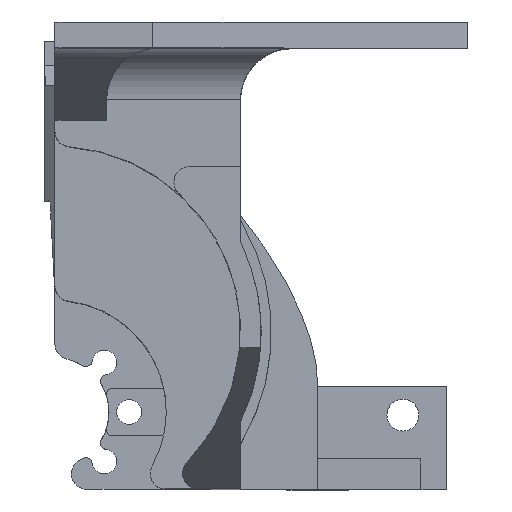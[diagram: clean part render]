
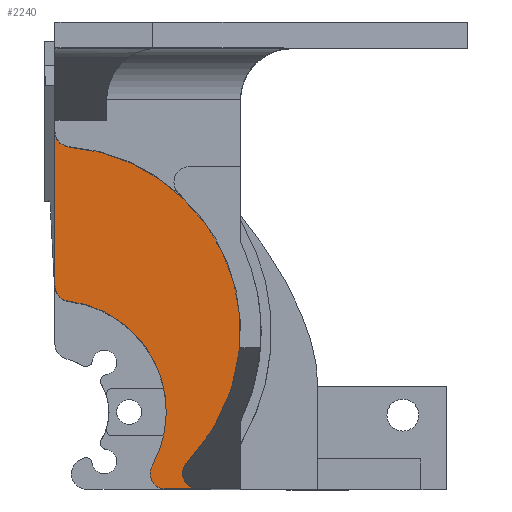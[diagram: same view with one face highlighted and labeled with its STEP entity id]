
A CAD part, top view. The second image highlights one B-rep face of the part: STEP entity #2240.
In plain terms, the highlighted planar face has unit normal (0, 0, 1).
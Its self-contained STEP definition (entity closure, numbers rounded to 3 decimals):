
#134 = VERTEX_POINT ( 'NONE', #1426 ) ;
#186 = CARTESIAN_POINT ( 'NONE',  ( -8.899, -40.221, 54.585 ) ) ;
#216 = CARTESIAN_POINT ( 'NONE',  ( -6.399, -19.875, 54.585 ) ) ;
#322 = DIRECTION ( 'NONE',  ( -1., 0., 0. ) ) ;
#332 = ORIENTED_EDGE ( 'NONE', *, *, #392, .T. ) ;
#392 = EDGE_CURVE ( 'NONE', #1883, #2548, #603, .T. ) ;
#402 = DIRECTION ( 'NONE',  ( -1., 0., 0. ) ) ;
#420 = DIRECTION ( 'NONE',  ( 1., 0., 0. ) ) ;
#434 = VERTEX_POINT ( 'NONE', #672 ) ;
#438 = DIRECTION ( 'NONE',  ( -1., 0., 0. ) ) ;
#500 = ORIENTED_EDGE ( 'NONE', *, *, #779, .T. ) ;
#532 = VERTEX_POINT ( 'NONE', #1899 ) ;
#562 = CARTESIAN_POINT ( 'NONE',  ( 14.229, -52.721, 54.585 ) ) ;
#603 = CIRCLE ( 'NONE', #1925, 2.5 ) ;
#672 = CARTESIAN_POINT ( 'NONE',  ( 8.997, -52.721, 54.585 ) ) ;
#706 = CIRCLE ( 'NONE', #4110, 2.5 ) ;
#757 = VERTEX_POINT ( 'NONE', #2850 ) ;
#779 = EDGE_CURVE ( 'NONE', #134, #1094, #2901, .T. ) ;
#832 = DIRECTION ( 'NONE',  ( 0., -1., 0. ) ) ;
#908 = EDGE_CURVE ( 'NONE', #434, #2606, #1330, .T. ) ;
#934 = EDGE_CURVE ( 'NONE', #757, #134, #3458, .T. ) ;
#950 = AXIS2_PLACEMENT_3D ( 'NONE', #2392, #3998, #1447 ) ;
#967 = EDGE_CURVE ( 'NONE', #3186, #532, #1712, .T. ) ;
#1030 = AXIS2_PLACEMENT_3D ( 'NONE', #1854, #1135, #3703 ) ;
#1054 = DIRECTION ( 'NONE',  ( 0., 0., 1. ) ) ;
#1074 = CARTESIAN_POINT ( 'NONE',  ( 8.997, -50.221, 54.585 ) ) ;
#1078 = EDGE_CURVE ( 'NONE', #2548, #3186, #2740, .T. ) ;
#1094 = VERTEX_POINT ( 'NONE', #3365 ) ;
#1135 = DIRECTION ( 'NONE',  ( 0., 0., -1. ) ) ;
#1212 = ORIENTED_EDGE ( 'NONE', *, *, #1934, .T. ) ;
#1220 = VERTEX_POINT ( 'NONE', #1614 ) ;
#1245 = ORIENTED_EDGE ( 'NONE', *, *, #1078, .T. ) ;
#1255 = DIRECTION ( 'NONE',  ( -1., 0., 0. ) ) ;
#1310 = AXIS2_PLACEMENT_3D ( 'NONE', #3463, #3480, #1255 ) ;
#1330 = LINE ( 'NONE', #3577, #2852 ) ;
#1398 = LINE ( 'NONE', #3619, #3980 ) ;
#1426 = CARTESIAN_POINT ( 'NONE',  ( -6.591, 2.523, 54.585 ) ) ;
#1447 = DIRECTION ( 'NONE',  ( -1., 0., 0. ) ) ;
#1448 = DIRECTION ( 'NONE',  ( 0., 0., -1. ) ) ;
#1455 = ORIENTED_EDGE ( 'NONE', *, *, #2290, .T. ) ;
#1480 = DIRECTION ( 'NONE',  ( 0., 0., 1. ) ) ;
#1493 = DIRECTION ( 'NONE',  ( -1., 0., 0. ) ) ;
#1586 = CARTESIAN_POINT ( 'NONE',  ( 14.229, -50.221, 54.585 ) ) ;
#1589 = ORIENTED_EDGE ( 'NONE', *, *, #3534, .T. ) ;
#1614 = CARTESIAN_POINT ( 'NONE',  ( 11.729, -50.221, 54.585 ) ) ;
#1632 = AXIS2_PLACEMENT_3D ( 'NONE', #186, #1448, #1493 ) ;
#1653 = AXIS2_PLACEMENT_3D ( 'NONE', #3916, #1054, #2345 ) ;
#1690 = CIRCLE ( 'NONE', #3438, 2.5 ) ;
#1712 = CIRCLE ( 'NONE', #4058, 2.5 ) ;
#1854 = CARTESIAN_POINT ( 'NONE',  ( 14.229, -50.221, 54.585 ) ) ;
#1883 = VERTEX_POINT ( 'NONE', #2358 ) ;
#1899 = CARTESIAN_POINT ( 'NONE',  ( 6.497, -50.221, 54.585 ) ) ;
#1925 = AXIS2_PLACEMENT_3D ( 'NONE', #216, #1480, #2445 ) ;
#1934 = EDGE_CURVE ( 'NONE', #1220, #757, #706, .T. ) ;
#2161 = EDGE_CURVE ( 'NONE', #532, #434, #1690, .T. ) ;
#2226 = DIRECTION ( 'NONE',  ( 0., 0., -1. ) ) ;
#2240 = ADVANCED_FACE ( 'NONE', ( #2809 ), #2717, .F. ) ;
#2277 = ORIENTED_EDGE ( 'NONE', *, *, #2161, .T. ) ;
#2290 = EDGE_CURVE ( 'NONE', #2606, #1220, #3160, .T. ) ;
#2345 = DIRECTION ( 'NONE',  ( 1., 0., 0. ) ) ;
#2358 = CARTESIAN_POINT ( 'NONE',  ( -8.899, -19.875, 54.585 ) ) ;
#2392 = CARTESIAN_POINT ( 'NONE',  ( -8.899, -40.221, 54.585 ) ) ;
#2443 = ORIENTED_EDGE ( 'NONE', *, *, #908, .T. ) ;
#2445 = DIRECTION ( 'NONE',  ( -1., 0., 0. ) ) ;
#2548 = VERTEX_POINT ( 'NONE', #3931 ) ;
#2606 = VERTEX_POINT ( 'NONE', #562 ) ;
#2625 = EDGE_LOOP ( 'NONE', ( #1245, #3125, #2277, #2443, #1455, #1212, #2725, #500, #1589, #332 ) ) ;
#2655 = CARTESIAN_POINT ( 'NONE',  ( 8.997, -50.221, 54.585 ) ) ;
#2717 = PLANE ( 'NONE',  #1632 ) ;
#2725 = ORIENTED_EDGE ( 'NONE', *, *, #934, .T. ) ;
#2740 = CIRCLE ( 'NONE', #950, 18. ) ;
#2809 = FACE_OUTER_BOUND ( 'NONE', #2625, .T. ) ;
#2850 = CARTESIAN_POINT ( 'NONE',  ( 12.45, -48.465, 54.585 ) ) ;
#2852 = VECTOR ( 'NONE', #420, 1000. ) ;
#2901 = CIRCLE ( 'NONE', #1310, 2.5 ) ;
#3125 = ORIENTED_EDGE ( 'NONE', *, *, #967, .T. ) ;
#3160 = CIRCLE ( 'NONE', #1030, 2.5 ) ;
#3186 = VERTEX_POINT ( 'NONE', #3624 ) ;
#3242 = DIRECTION ( 'NONE',  ( 0., 0., 1. ) ) ;
#3279 = DIRECTION ( 'NONE',  ( 0., 0., 1. ) ) ;
#3365 = CARTESIAN_POINT ( 'NONE',  ( -8.899, 5.016, 54.585 ) ) ;
#3438 = AXIS2_PLACEMENT_3D ( 'NONE', #1074, #3279, #438 ) ;
#3458 = CIRCLE ( 'NONE', #1653, 30. ) ;
#3463 = CARTESIAN_POINT ( 'NONE',  ( -6.399, 5.016, 54.585 ) ) ;
#3480 = DIRECTION ( 'NONE',  ( 0., 0., -1. ) ) ;
#3534 = EDGE_CURVE ( 'NONE', #1094, #1883, #1398, .T. ) ;
#3577 = CARTESIAN_POINT ( 'NONE',  ( 4.053, -52.721, 54.585 ) ) ;
#3619 = CARTESIAN_POINT ( 'NONE',  ( -8.899, 5.016, 54.585 ) ) ;
#3624 = CARTESIAN_POINT ( 'NONE',  ( 6.814, -49.002, 54.585 ) ) ;
#3703 = DIRECTION ( 'NONE',  ( -1., 0., 0. ) ) ;
#3916 = CARTESIAN_POINT ( 'NONE',  ( -8.899, -27.388, 54.585 ) ) ;
#3931 = CARTESIAN_POINT ( 'NONE',  ( -6.704, -22.356, 54.585 ) ) ;
#3980 = VECTOR ( 'NONE', #832, 1000. ) ;
#3998 = DIRECTION ( 'NONE',  ( 0., 0., -1. ) ) ;
#4058 = AXIS2_PLACEMENT_3D ( 'NONE', #2655, #3242, #402 ) ;
#4110 = AXIS2_PLACEMENT_3D ( 'NONE', #1586, #2226, #322 ) ;
